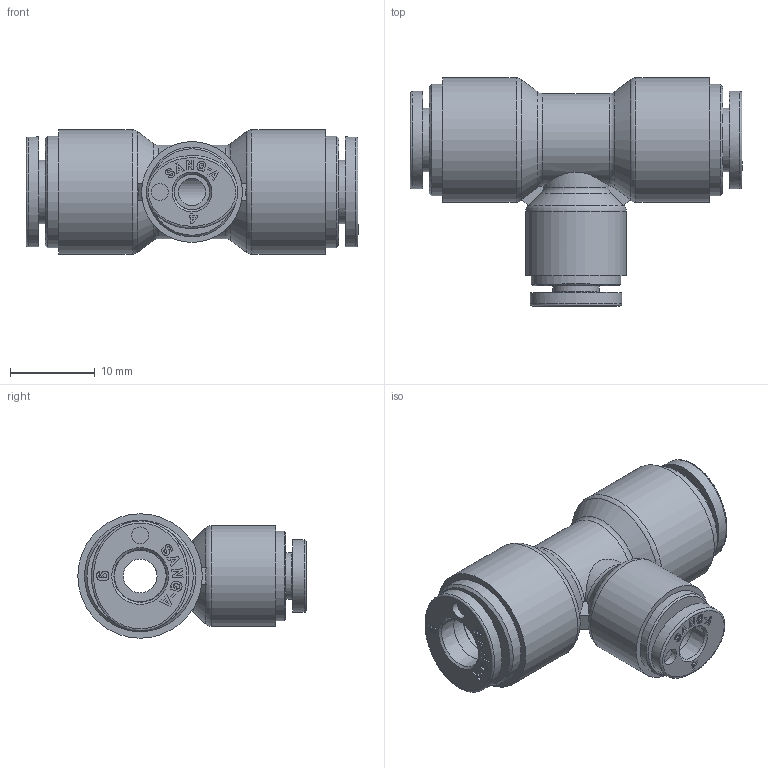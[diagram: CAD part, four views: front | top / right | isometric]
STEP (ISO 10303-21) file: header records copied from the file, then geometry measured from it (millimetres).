
FILE_DESCRIPTION((''),'2;1');
FILE_NAME('CR-PUG 0604.stp','2020-11-11T08:58:51',('Administrator'),(''),'Autodesk Inventor 2013','Autodesk Inventor 2013','');
FILE_SCHEMA(('CONFIG_CONTROL_DESIGN'));
Length unit declared in the file: millimetre
Products named in the file (4): 조립품19; CR-PUG 0604 BODY; CR-SLEEVE 04; CR-SLEEVE 06
Assembly tree (4 placements, depth 2):
  조립품19
    CR-PUG 0604 BODY
    CR-SLEEVE 04
    CR-SLEEVE 06  x2
Bounding box: 39.2 x 26.95 x 14.7 mm (x, y, z)
Volume: 5428 mm3; surface area: 4415.6 mm2
Topology: 4 solids, 4 shells, 557 faces, 1517 edges, 1010 vertices
Faces by surface type: plane 433, bspline 60, cylinder 43, cone 14, torus 7
Full cylindrical faces by diameter (mm): 2 x3, 3.2 x1, 4 x1, 4.181 x1, 4.2 x1, 5.5 x1, 6.134 x2, 6.2 x2, 7.5 x2, 10.6 x1, 11.9 x1, 13.15 x2, 14.7 x2
Entity records: 11748 total; most frequent: CARTESIAN_POINT 2913, ORIENTED_EDGE 1828, DIRECTION 1685, EDGE_CURVE 914, VECTOR 729, LINE 729, VERTEX_POINT 623, AXIS2_PLACEMENT_3D 478
